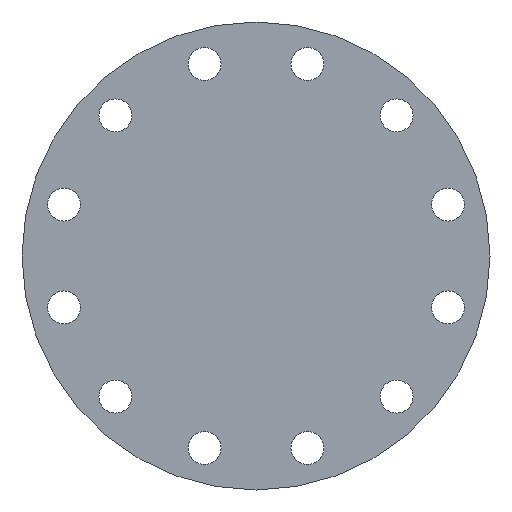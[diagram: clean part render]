
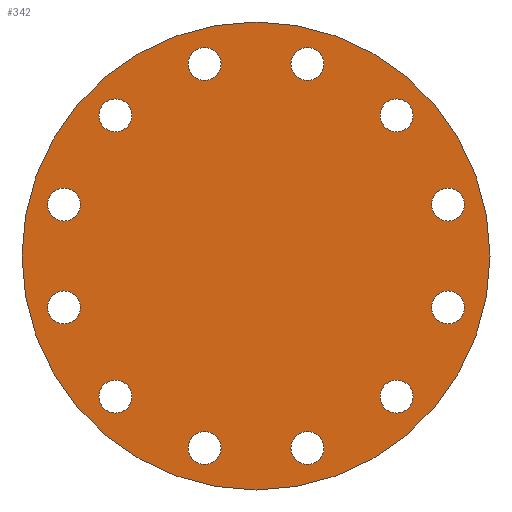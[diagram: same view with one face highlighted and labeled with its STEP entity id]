
A CAD part, front view. The second image highlights one B-rep face of the part: STEP entity #342.
In plain terms, the highlighted planar face has unit normal (0, -1, 0).
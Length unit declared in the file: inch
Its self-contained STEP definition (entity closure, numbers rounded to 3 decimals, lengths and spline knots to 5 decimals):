
#28=FACE_BOUND('',#90,.T.);
#29=FACE_BOUND('',#91,.T.);
#30=FACE_BOUND('',#92,.T.);
#31=FACE_BOUND('',#93,.T.);
#32=FACE_BOUND('',#94,.T.);
#33=FACE_BOUND('',#95,.T.);
#34=FACE_BOUND('',#96,.T.);
#35=FACE_BOUND('',#97,.T.);
#36=FACE_BOUND('',#98,.T.);
#37=FACE_BOUND('',#99,.T.);
#38=FACE_BOUND('',#100,.T.);
#39=FACE_BOUND('',#101,.T.);
#42=PLANE('',#409);
#59=FACE_OUTER_BOUND('',#89,.T.);
#89=EDGE_LOOP('',(#299));
#90=EDGE_LOOP('',(#300));
#91=EDGE_LOOP('',(#301));
#92=EDGE_LOOP('',(#302));
#93=EDGE_LOOP('',(#303));
#94=EDGE_LOOP('',(#304));
#95=EDGE_LOOP('',(#305));
#96=EDGE_LOOP('',(#306));
#97=EDGE_LOOP('',(#307));
#98=EDGE_LOOP('',(#308));
#99=EDGE_LOOP('',(#309));
#100=EDGE_LOOP('',(#310));
#101=EDGE_LOOP('',(#311));
#131=CIRCLE('',#367,0.44);
#133=CIRCLE('',#370,0.44);
#135=CIRCLE('',#373,0.44);
#137=CIRCLE('',#376,0.44);
#139=CIRCLE('',#379,0.44);
#141=CIRCLE('',#382,0.44);
#143=CIRCLE('',#385,0.44);
#145=CIRCLE('',#388,0.44);
#147=CIRCLE('',#391,0.44);
#149=CIRCLE('',#394,0.44);
#151=CIRCLE('',#397,0.44);
#153=CIRCLE('',#400,0.44);
#155=CIRCLE('',#403,6.25);
#159=VERTEX_POINT('',#520);
#161=VERTEX_POINT('',#526);
#163=VERTEX_POINT('',#532);
#165=VERTEX_POINT('',#538);
#167=VERTEX_POINT('',#544);
#169=VERTEX_POINT('',#550);
#171=VERTEX_POINT('',#556);
#173=VERTEX_POINT('',#562);
#175=VERTEX_POINT('',#568);
#177=VERTEX_POINT('',#574);
#179=VERTEX_POINT('',#580);
#181=VERTEX_POINT('',#586);
#183=VERTEX_POINT('',#592);
#188=EDGE_CURVE('',#159,#159,#131,.T.);
#191=EDGE_CURVE('',#161,#161,#133,.T.);
#194=EDGE_CURVE('',#163,#163,#135,.T.);
#197=EDGE_CURVE('',#165,#165,#137,.T.);
#200=EDGE_CURVE('',#167,#167,#139,.T.);
#203=EDGE_CURVE('',#169,#169,#141,.T.);
#206=EDGE_CURVE('',#171,#171,#143,.T.);
#209=EDGE_CURVE('',#173,#173,#145,.T.);
#212=EDGE_CURVE('',#175,#175,#147,.T.);
#215=EDGE_CURVE('',#177,#177,#149,.T.);
#218=EDGE_CURVE('',#179,#179,#151,.T.);
#221=EDGE_CURVE('',#181,#181,#153,.T.);
#224=EDGE_CURVE('',#183,#183,#155,.T.);
#299=ORIENTED_EDGE('',*,*,#224,.F.);
#300=ORIENTED_EDGE('',*,*,#188,.T.);
#301=ORIENTED_EDGE('',*,*,#191,.T.);
#302=ORIENTED_EDGE('',*,*,#194,.T.);
#303=ORIENTED_EDGE('',*,*,#197,.T.);
#304=ORIENTED_EDGE('',*,*,#200,.T.);
#305=ORIENTED_EDGE('',*,*,#203,.T.);
#306=ORIENTED_EDGE('',*,*,#206,.T.);
#307=ORIENTED_EDGE('',*,*,#209,.T.);
#308=ORIENTED_EDGE('',*,*,#212,.T.);
#309=ORIENTED_EDGE('',*,*,#215,.T.);
#310=ORIENTED_EDGE('',*,*,#218,.T.);
#311=ORIENTED_EDGE('',*,*,#221,.T.);
#342=ADVANCED_FACE('',(#59,#28,#29,#30,#31,#32,#33,#34,#35,#36,#37,#38,
#39),#42,.T.);
#367=AXIS2_PLACEMENT_3D('',#522,#417,#418);
#370=AXIS2_PLACEMENT_3D('',#528,#424,#425);
#373=AXIS2_PLACEMENT_3D('',#534,#431,#432);
#376=AXIS2_PLACEMENT_3D('',#540,#438,#439);
#379=AXIS2_PLACEMENT_3D('',#546,#445,#446);
#382=AXIS2_PLACEMENT_3D('',#552,#452,#453);
#385=AXIS2_PLACEMENT_3D('',#558,#459,#460);
#388=AXIS2_PLACEMENT_3D('',#564,#466,#467);
#391=AXIS2_PLACEMENT_3D('',#570,#473,#474);
#394=AXIS2_PLACEMENT_3D('',#576,#480,#481);
#397=AXIS2_PLACEMENT_3D('',#582,#487,#488);
#400=AXIS2_PLACEMENT_3D('',#588,#494,#495);
#403=AXIS2_PLACEMENT_3D('',#594,#501,#502);
#409=AXIS2_PLACEMENT_3D('',#603,#514,#515);
#417=DIRECTION('center_axis',(0.,1.,0.));
#418=DIRECTION('ref_axis',(0.866,0.,0.5));
#424=DIRECTION('center_axis',(0.,1.,0.));
#425=DIRECTION('ref_axis',(0.5,0.,0.866));
#431=DIRECTION('center_axis',(0.,1.,0.));
#432=DIRECTION('ref_axis',(0.,0.,1.));
#438=DIRECTION('center_axis',(0.,1.,0.));
#439=DIRECTION('ref_axis',(-0.5,0.,0.866));
#445=DIRECTION('center_axis',(0.,1.,0.));
#446=DIRECTION('ref_axis',(-0.866,0.,0.5));
#452=DIRECTION('center_axis',(0.,1.,0.));
#453=DIRECTION('ref_axis',(-1.,0.,0.));
#459=DIRECTION('center_axis',(0.,1.,0.));
#460=DIRECTION('ref_axis',(-0.866,0.,-0.5));
#466=DIRECTION('center_axis',(0.,1.,0.));
#467=DIRECTION('ref_axis',(-0.5,0.,-0.866));
#473=DIRECTION('center_axis',(0.,1.,0.));
#474=DIRECTION('ref_axis',(0.,0.,-1.));
#480=DIRECTION('center_axis',(0.,1.,0.));
#481=DIRECTION('ref_axis',(0.5,0.,-0.866));
#487=DIRECTION('center_axis',(0.,1.,0.));
#488=DIRECTION('ref_axis',(0.866,0.,-0.5));
#494=DIRECTION('center_axis',(0.,1.,0.));
#495=DIRECTION('ref_axis',(1.,0.,0.));
#501=DIRECTION('center_axis',(0.,1.,0.));
#502=DIRECTION('ref_axis',(1.,0.,0.));
#514=DIRECTION('center_axis',(0.,-1.,0.));
#515=DIRECTION('ref_axis',(0.,0.,-1.));
#520=CARTESIAN_POINT('',(3.37369,0.,-3.97474));
#522=CARTESIAN_POINT('Origin',(3.75474,0.,-3.75474));
#526=CARTESIAN_POINT('',(4.90907,0.,-1.75538));
#528=CARTESIAN_POINT('Origin',(5.12907,0.,-1.37433));
#532=CARTESIAN_POINT('',(5.12907,0.,0.93433));
#534=CARTESIAN_POINT('Origin',(5.12907,0.,1.37433));
#538=CARTESIAN_POINT('',(3.97474,0.,3.37369));
#540=CARTESIAN_POINT('Origin',(3.75474,0.,3.75474));
#544=CARTESIAN_POINT('',(1.75538,0.,4.90907));
#546=CARTESIAN_POINT('Origin',(1.37433,0.,5.12907));
#550=CARTESIAN_POINT('',(-0.93433,0.,5.12907));
#552=CARTESIAN_POINT('Origin',(-1.37433,0.,5.12907));
#556=CARTESIAN_POINT('',(-3.37369,0.,3.97474));
#558=CARTESIAN_POINT('Origin',(-3.75474,0.,3.75474));
#562=CARTESIAN_POINT('',(-4.90907,0.,1.75538));
#564=CARTESIAN_POINT('Origin',(-5.12907,0.,1.37433));
#568=CARTESIAN_POINT('',(-5.12907,0.,-0.93433));
#570=CARTESIAN_POINT('Origin',(-5.12907,0.,-1.37433));
#574=CARTESIAN_POINT('',(-3.97474,0.,-3.37369));
#576=CARTESIAN_POINT('Origin',(-3.75474,0.,-3.75474));
#580=CARTESIAN_POINT('',(-1.75538,0.,-4.90907));
#582=CARTESIAN_POINT('Origin',(-1.37433,0.,-5.12907));
#586=CARTESIAN_POINT('',(0.93433,0.,-5.12907));
#588=CARTESIAN_POINT('Origin',(1.37433,0.,-5.12907));
#592=CARTESIAN_POINT('',(6.25,0.,0.));
#594=CARTESIAN_POINT('Origin',(0.,0.,0.));
#603=CARTESIAN_POINT('Origin',(-6.25,0.,0.));
